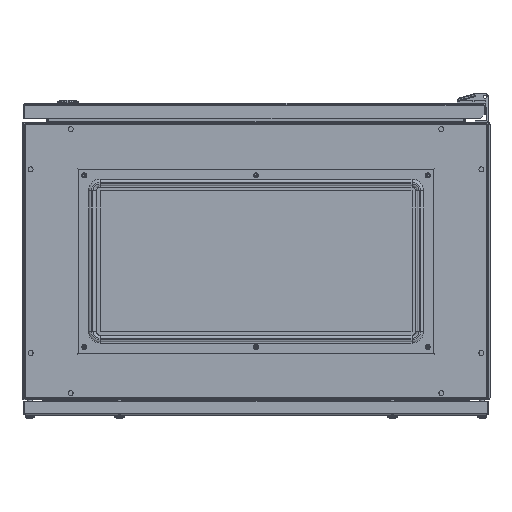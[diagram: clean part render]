
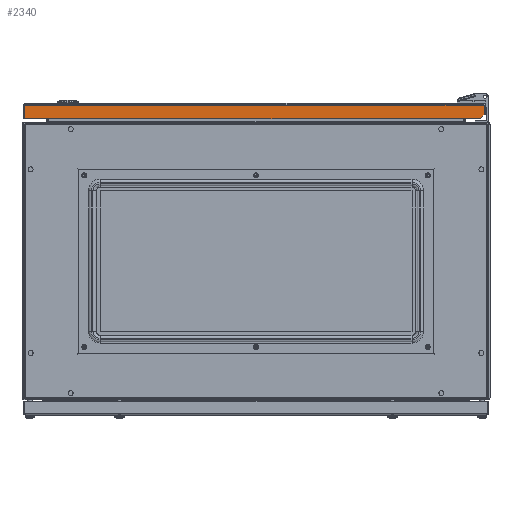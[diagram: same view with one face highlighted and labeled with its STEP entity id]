
A CAD part, front view. The second image highlights one B-rep face of the part: STEP entity #2340.
In plain terms, the highlighted face is planar.
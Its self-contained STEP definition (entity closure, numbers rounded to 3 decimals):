
#44 = CARTESIAN_POINT ( 'NONE',  ( -124.793, 18.5, -1487.92 ) ) ;
#2340 = ADVANCED_FACE ( 'NONE', ( #11016 ), #6541, .F. ) ;
#6143 = DIRECTION ( 'NONE',  ( 0., 1., 0. ) ) ;
#6305 = LINE ( 'NONE', #37593, #42798 ) ;
#6393 = CARTESIAN_POINT ( 'NONE',  ( 463.854, 0., -1487.92 ) ) ;
#6541 = PLANE ( 'NONE',  #41611 ) ;
#7947 = EDGE_CURVE ( 'NONE', #19196, #33290, #50417, .T. ) ;
#10474 = VECTOR ( 'NONE', #42751, 1000. ) ;
#11016 = FACE_OUTER_BOUND ( 'NONE', #47248, .T. ) ;
#11345 = EDGE_CURVE ( 'NONE', #40072, #33290, #13515, .T. ) ;
#12374 = DIRECTION ( 'NONE',  ( 0., 1., 0. ) ) ;
#13515 = LINE ( 'NONE', #6393, #42236 ) ;
#14835 = CARTESIAN_POINT ( 'NONE',  ( 463.854, 13.5, -1487.92 ) ) ;
#16422 = VERTEX_POINT ( 'NONE', #39223 ) ;
#16741 = CARTESIAN_POINT ( 'NONE',  ( -124.793, 18.5, -1487.92 ) ) ;
#18103 = DIRECTION ( 'NONE',  ( 1., 0., 0. ) ) ;
#18578 = VECTOR ( 'NONE', #25998, 1000. ) ;
#19108 = LINE ( 'NONE', #34947, #10474 ) ;
#19196 = VERTEX_POINT ( 'NONE', #28517 ) ;
#23033 = CARTESIAN_POINT ( 'NONE',  ( 463.854, 13.5, -1487.92 ) ) ;
#24254 = ORIENTED_EDGE ( 'NONE', *, *, #46047, .F. ) ;
#25998 = DIRECTION ( 'NONE',  ( 0.707, -0.707, 0. ) ) ;
#27396 = VECTOR ( 'NONE', #12374, 1000. ) ;
#27481 = ORIENTED_EDGE ( 'NONE', *, *, #43445, .T. ) ;
#28467 = LINE ( 'NONE', #44, #27396 ) ;
#28517 = CARTESIAN_POINT ( 'NONE',  ( 458.854, 18.5, -1487.92 ) ) ;
#33290 = VERTEX_POINT ( 'NONE', #23033 ) ;
#34947 = CARTESIAN_POINT ( 'NONE',  ( 465.531, 18.5, -1487.92 ) ) ;
#36642 = ORIENTED_EDGE ( 'NONE', *, *, #7947, .T. ) ;
#37593 = CARTESIAN_POINT ( 'NONE',  ( 465.531, 1., -1487.92 ) ) ;
#38056 = EDGE_CURVE ( 'NONE', #38125, #19196, #19108, .T. ) ;
#38125 = VERTEX_POINT ( 'NONE', #16741 ) ;
#38312 = CARTESIAN_POINT ( 'NONE',  ( 465.531, 18.5, -1487.92 ) ) ;
#39223 = CARTESIAN_POINT ( 'NONE',  ( -124.793, 1., -1487.92 ) ) ;
#40072 = VERTEX_POINT ( 'NONE', #41254 ) ;
#40162 = ORIENTED_EDGE ( 'NONE', *, *, #38056, .T. ) ;
#41254 = CARTESIAN_POINT ( 'NONE',  ( 463.854, 1., -1487.92 ) ) ;
#41611 = AXIS2_PLACEMENT_3D ( 'NONE', #38312, #42716, #46121 ) ;
#42236 = VECTOR ( 'NONE', #6143, 1000. ) ;
#42322 = ORIENTED_EDGE ( 'NONE', *, *, #11345, .F. ) ;
#42716 = DIRECTION ( 'NONE',  ( 0., 0., 1. ) ) ;
#42751 = DIRECTION ( 'NONE',  ( 1., 0., 0. ) ) ;
#42798 = VECTOR ( 'NONE', #18103, 1000. ) ;
#43445 = EDGE_CURVE ( 'NONE', #16422, #38125, #28467, .T. ) ;
#46047 = EDGE_CURVE ( 'NONE', #16422, #40072, #6305, .T. ) ;
#46121 = DIRECTION ( 'NONE',  ( 1., 0., 0. ) ) ;
#47248 = EDGE_LOOP ( 'NONE', ( #40162, #36642, #42322, #24254, #27481 ) ) ;
#50417 = LINE ( 'NONE', #14835, #18578 ) ;
